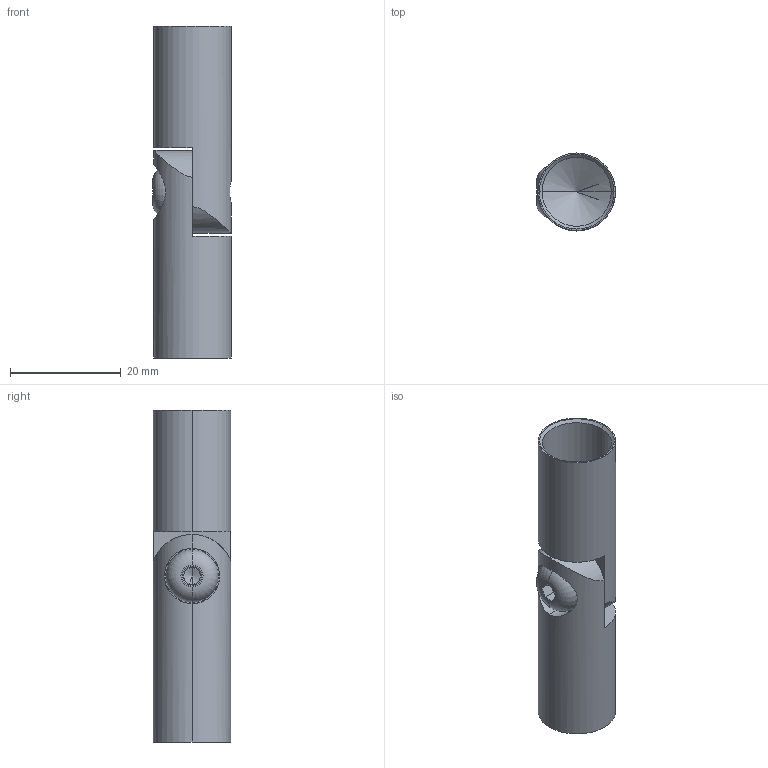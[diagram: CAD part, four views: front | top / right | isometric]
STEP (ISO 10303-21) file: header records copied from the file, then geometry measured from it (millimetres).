
FILE_DESCRIPTION (( 'STEP AP203' ), '1' );
FILE_NAME ('A_0302-012-S.STEP', '2021-12-21T09:56:25', ( '' ), ( '' ), 'SwSTEP 2.0', 'SolidWorks 2019', '' );
FILE_SCHEMA (( 'CONFIG_CONTROL_DESIGN' ));
Length unit declared in the file: millimetre
Products named in the file (4): A_0302-012-S; 0100000000002302_50_A_0302-012-S.P2; SKRUTKA stn iso 7380_M5x10; 0100000000002302_49_A_0302-012-S.P1
Assembly tree (3 placements, depth 2):
  A_0302-012-S
    0100000000002302_50_A_0302-012-S.P2
    0100000000002302_49_A_0302-012-S.P1
    SKRUTKA stn iso 7380_M5x10
Bounding box: 14.25 x 14 x 60 mm (x, y, z)
Volume: 4260.4 mm3; surface area: 5491.8 mm2
Topology: 3 solids, 3 shells, 62 faces, 132 edges, 73 vertices
Faces by surface type: plane 22, cylinder 20, cone 18, torus 2
Entity records: 2272 total; most frequent: CARTESIAN_POINT 543, DIRECTION 304, ORIENTED_EDGE 252, EDGE_CURVE 126, AXIS2_PLACEMENT_3D 124, VERTEX_POINT 73, EDGE_LOOP 69, FACE_OUTER_BOUND 62
